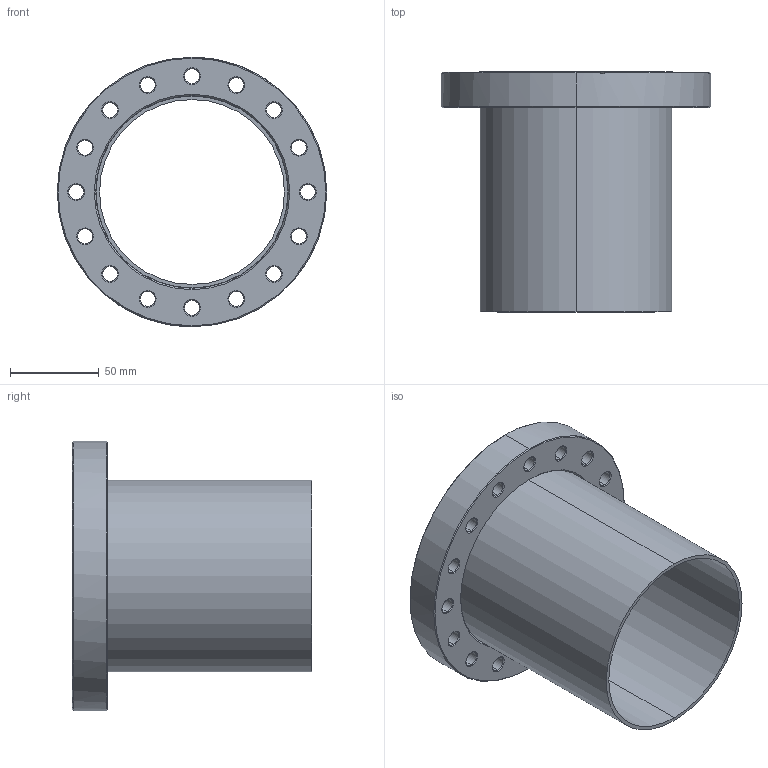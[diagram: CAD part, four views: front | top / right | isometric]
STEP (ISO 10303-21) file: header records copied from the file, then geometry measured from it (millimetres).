
FILE_DESCRIPTION (( 'STEP AP214' ), '1' );
FILE_NAME ('Hositrad_FO100-108-HalfNipple.STEP', '2014-08-18T08:44:32', ( '' ), ( '' ), 'SwSTEP 2.0', 'SolidWorks 2014', '' );
FILE_SCHEMA (( 'AUTOMOTIVE_DESIGN' ));
Length unit declared in the file: millimetre
Products named in the file (3): NW100CF-weld_CF100-108; Tube108-All; Hositrad_FO100-108-HalfNipple
Assembly tree (2 placements, depth 2):
  Hositrad_FO100-108-HalfNipple
    Tube108-All
    NW100CF-weld_CF100-108
Bounding box: 151.6 x 134.9 x 151.6 mm (x, y, z)
Volume: 243127.8 mm3; surface area: 125043.8 mm2
Topology: 2 solids, 2 shells, 134 faces, 312 edges, 183 vertices
Faces by surface type: cone 77, cylinder 44, plane 13
Entity records: 4369 total; most frequent: DIRECTION 759, CARTESIAN_POINT 646, ORIENTED_EDGE 624, AXIS2_PLACEMENT_3D 312, EDGE_CURVE 312, VERTEX_POINT 183, CIRCLE 173, EDGE_LOOP 171
